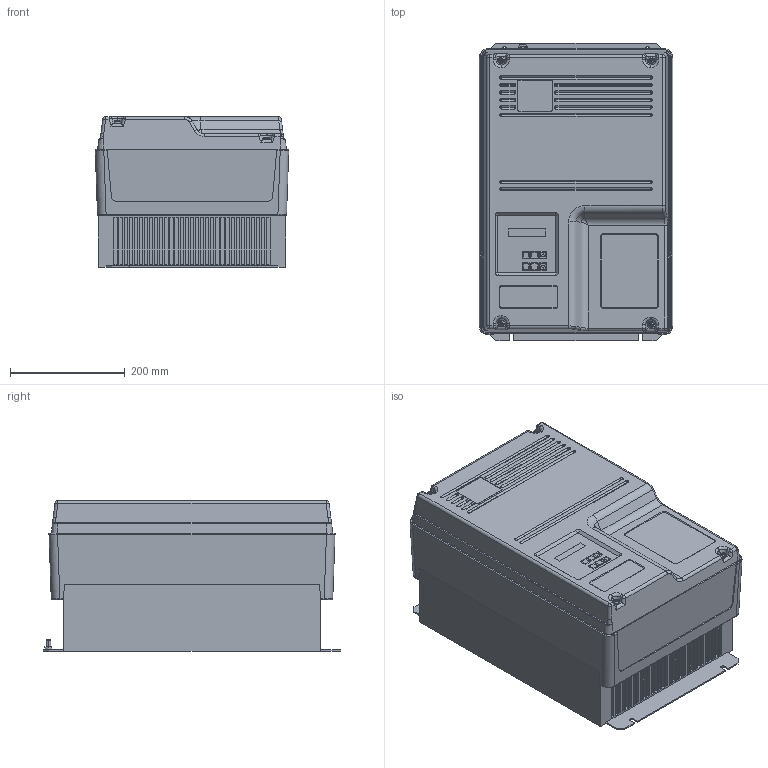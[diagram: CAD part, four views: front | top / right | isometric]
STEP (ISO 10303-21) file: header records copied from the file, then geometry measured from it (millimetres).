
FILE_DESCRIPTION (( 'STEP AP214' ), '1' );
FILE_NAME ('SR44-370.STEP', '2013-12-16T16:26:08', ( '' ), ( '' ), 'SwSTEP 2.0', 'SolidWorks 2013', '' );
FILE_SCHEMA (( 'AUTOMOTIVE_DESIGN' ));
Length unit declared in the file: millimetre
Products named in the file (1): SR44-370
Bounding box: 337.91 x 520 x 263 mm (x, y, z)
Volume: 38651748.9 mm3; surface area: 1323733 mm2
Topology: 1 solids, 1 shells, 828 faces, 2071 edges, 1315 vertices
Faces by surface type: plane 518, cylinder 144, torus 66, bspline 45, cone 43, sphere 12
Entity records: 38276 total; most frequent: CARTESIAN_POINT 9930, ORIENTED_EDGE 4092, DIRECTION 3813, EDGE_CURVE 2046, LINE 1413, VECTOR 1413, VERTEX_POINT 1315, AXIS2_PLACEMENT_3D 1200
